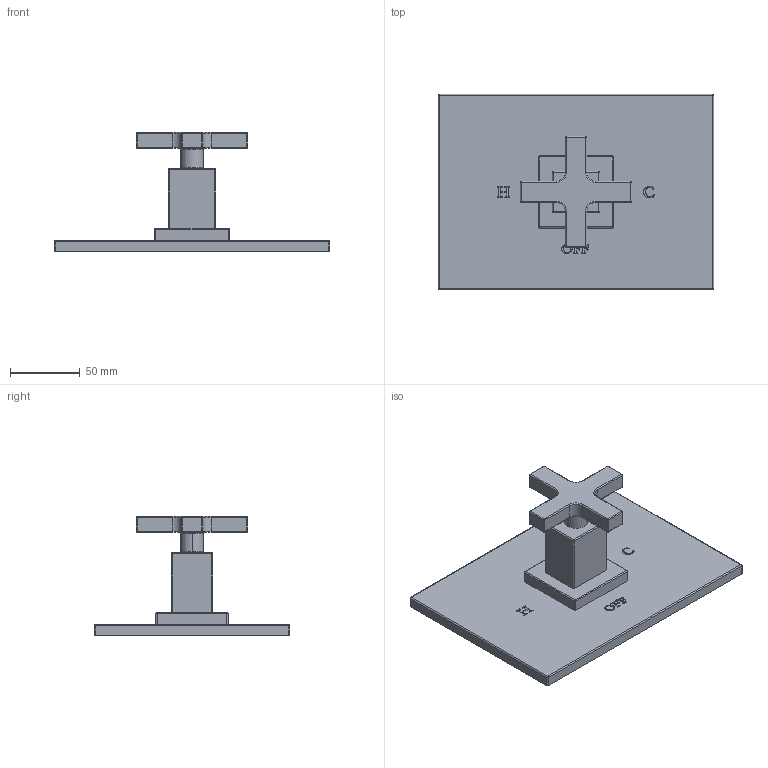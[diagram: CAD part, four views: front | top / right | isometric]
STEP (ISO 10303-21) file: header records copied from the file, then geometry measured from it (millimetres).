
FILE_DESCRIPTION((''),'2;1');
FILE_NAME('4-2064BP','2021-06-03T16:00:46',('jinson.thomas'),(''),'CREO PARAMETRIC BY PTC INC, 2018400','CREO PARAMETRIC BY PTC INC, 2018400','');
FILE_SCHEMA(('CONFIG_CONTROL_DESIGN'));
Length unit declared in the file: inch
Products named in the file (1): 4-2064BP
Bounding box: 196.85 x 139.7 x 85.24 mm (x, y, z)
Volume: 311862.4 mm3; surface area: 75437.1 mm2
Topology: 1 solids, 1 shells, 351 faces, 912 edges, 574 vertices
Faces by surface type: extrusion 178, plane 71, cylinder 64, sphere 28, torus 10
Entity records: 11601 total; most frequent: CARTESIAN_POINT 3600, ORIENTED_EDGE 1824, DIRECTION 1220, EDGE_CURVE 912, VECTOR 594, VERTEX_POINT 574, B_SPLINE_CURVE_WITH_KNOTS 534, LINE 416
